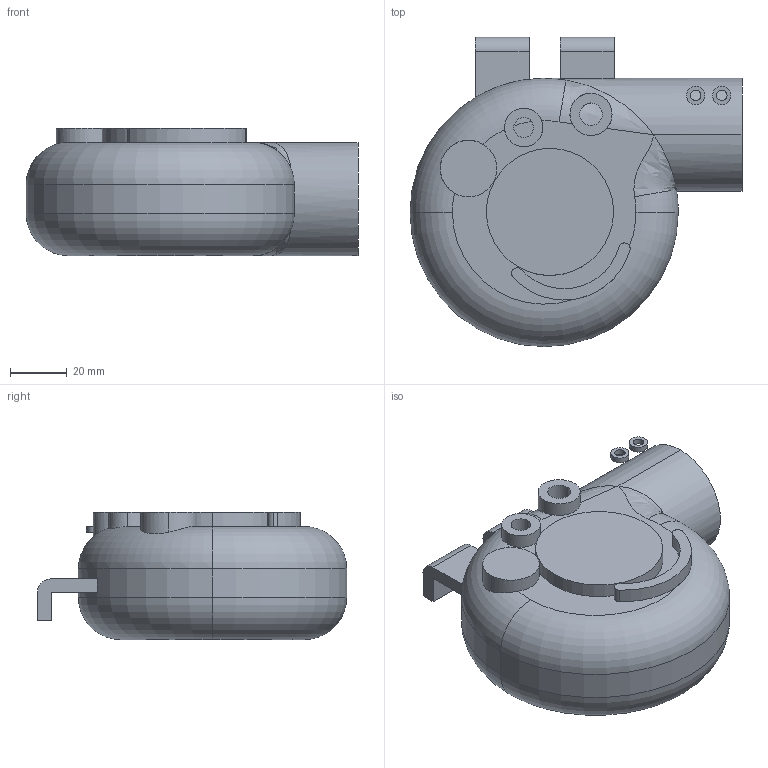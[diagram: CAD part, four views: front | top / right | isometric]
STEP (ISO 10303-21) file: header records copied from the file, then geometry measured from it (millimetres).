
FILE_DESCRIPTION (( 'STEP AP203' ), '1' );
FILE_NAME ('驚も.STEP', '2020-04-04T08:34:15', ( '' ), ( '' ), 'SwSTEP 2.0', 'SolidWorks 2019', '' );
FILE_SCHEMA (( 'CONFIG_CONTROL_DESIGN' ));
Length unit declared in the file: millimetre
Products named in the file (1): 驚も
Bounding box: 117.47 x 109.47 x 45 mm (x, y, z)
Volume: 318441.9 mm3; surface area: 31606.8 mm2
Topology: 3 solids, 3 shells, 74 faces, 180 edges, 113 vertices
Faces by surface type: cylinder 32, plane 30, torus 7, bspline 5
Entity records: 2947 total; most frequent: CARTESIAN_POINT 1133, DIRECTION 379, ORIENTED_EDGE 352, EDGE_CURVE 176, AXIS2_PLACEMENT_3D 155, VERTEX_POINT 113, CIRCLE 85, EDGE_LOOP 83
